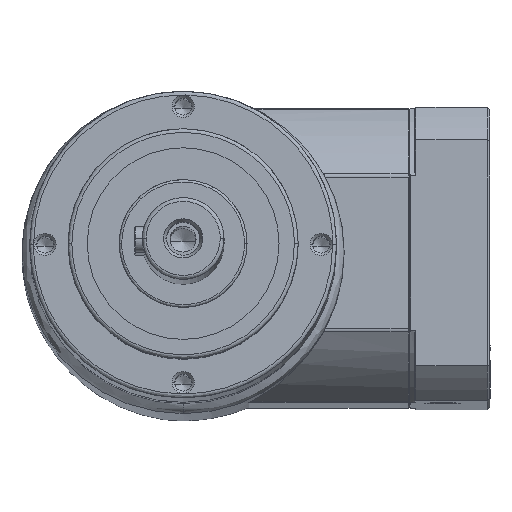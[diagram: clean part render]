
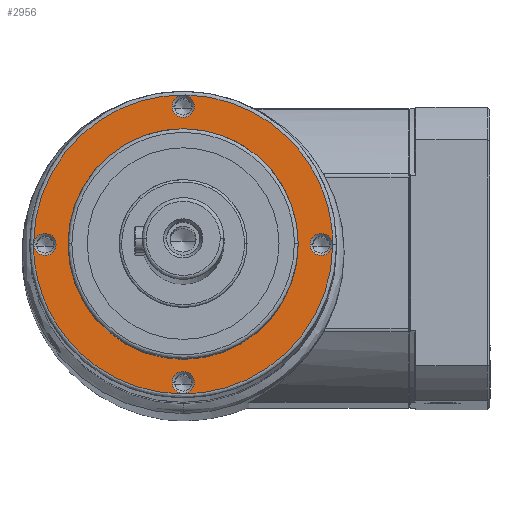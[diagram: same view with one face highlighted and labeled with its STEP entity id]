
A CAD part, left-side view. The second image highlights one B-rep face of the part: STEP entity #2956.
In plain terms, the highlighted face is planar.
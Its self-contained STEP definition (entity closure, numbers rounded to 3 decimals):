
#154 = DIRECTION ( 'NONE',  ( 1., 0., 0. ) ) ;
#196 = CARTESIAN_POINT ( 'NONE',  ( 49.676, 0., 64. ) ) ;
#344 = EDGE_CURVE ( 'NONE', #14884, #24188, #29177, .T. ) ;
#376 = EDGE_LOOP ( 'NONE', ( #1339, #10024 ) ) ;
#587 = DIRECTION ( 'NONE',  ( 1., 0., 0. ) ) ;
#742 = FACE_BOUND ( 'NONE', #1154, .T. ) ;
#1041 = EDGE_LOOP ( 'NONE', ( #7075, #4600 ) ) ;
#1154 = EDGE_LOOP ( 'NONE', ( #24367, #13956 ) ) ;
#1339 = ORIENTED_EDGE ( 'NONE', *, *, #3160, .T. ) ;
#1389 = AXIS2_PLACEMENT_3D ( 'NONE', #25340, #12229, #27605 ) ;
#1424 = VERTEX_POINT ( 'NONE', #26389 ) ;
#1547 = FACE_OUTER_BOUND ( 'NONE', #24430, .T. ) ;
#2052 = DIRECTION ( 'NONE',  ( -1., 0., 0. ) ) ;
#2265 = AXIS2_PLACEMENT_3D ( 'NONE', #27582, #14473, #587 ) ;
#2469 = CIRCLE ( 'NONE', #25346, 4.324 ) ;
#2830 = CARTESIAN_POINT ( 'NONE',  ( 58.5, 0., 64. ) ) ;
#2836 = AXIS2_PLACEMENT_3D ( 'NONE', #28795, #15662, #2052 ) ;
#2956 = ADVANCED_FACE ( 'NONE', ( #742, #24697, #1547, #18859, #23980, #18121 ), #23685, .T. ) ;
#3160 = EDGE_CURVE ( 'NONE', #24568, #4924, #17090, .T. ) ;
#3305 = ORIENTED_EDGE ( 'NONE', *, *, #344, .T. ) ;
#3476 = AXIS2_PLACEMENT_3D ( 'NONE', #27217, #14116, #154 ) ;
#3513 = CARTESIAN_POINT ( 'NONE',  ( -4.324, 54., 64. ) ) ;
#3742 = CARTESIAN_POINT ( 'NONE',  ( 0., 54., 64. ) ) ;
#3753 = CARTESIAN_POINT ( 'NONE',  ( 58.5, -117., 64. ) ) ;
#4525 = CIRCLE ( 'NONE', #2265, 4.324 ) ;
#4600 = ORIENTED_EDGE ( 'NONE', *, *, #19084, .T. ) ;
#4819 = CARTESIAN_POINT ( 'NONE',  ( -58.324, 0., 64. ) ) ;
#4899 = AXIS2_PLACEMENT_3D ( 'NONE', #3742, #19427, #6068 ) ;
#4924 = VERTEX_POINT ( 'NONE', #18607 ) ;
#5075 = AXIS2_PLACEMENT_3D ( 'NONE', #20944, #7534, #23031 ) ;
#5128 = VERTEX_POINT ( 'NONE', #4819 ) ;
#6068 = DIRECTION ( 'NONE',  ( 1., 0., 0. ) ) ;
#6621 = CIRCLE ( 'NONE', #27990, 4.324 ) ;
#7075 = ORIENTED_EDGE ( 'NONE', *, *, #27924, .T. ) ;
#7147 = CARTESIAN_POINT ( 'NONE',  ( 0., 54., 64. ) ) ;
#7366 = CARTESIAN_POINT ( 'NONE',  ( -49.676, 0., 64. ) ) ;
#7534 = DIRECTION ( 'NONE',  ( 0., 0., -1. ) ) ;
#7981 = AXIS2_PLACEMENT_3D ( 'NONE', #28822, #28868, #28233 ) ;
#8304 = CARTESIAN_POINT ( 'NONE',  ( -58.5, -117., 64. ) ) ;
#9435 = DIRECTION ( 'NONE',  ( 1., 0., 0. ) ) ;
#9491 = VERTEX_POINT ( 'NONE', #12667 ) ;
#9940 = CIRCLE ( 'NONE', #4899, 4.324 ) ;
#10024 = ORIENTED_EDGE ( 'NONE', *, *, #18812, .T. ) ;
#10725 = EDGE_CURVE ( 'NONE', #27874, #14343, #2469, .T. ) ;
#10988 = DIRECTION ( 'NONE',  ( 0., 0., -1. ) ) ;
#12229 = DIRECTION ( 'NONE',  ( 0., 0., -1. ) ) ;
#12667 = CARTESIAN_POINT ( 'NONE',  ( 58.324, 0., 64. ) ) ;
#13553 = CIRCLE ( 'NONE', #1389, 4.324 ) ;
#13956 = ORIENTED_EDGE ( 'NONE', *, *, #19501, .T. ) ;
#14116 = DIRECTION ( 'NONE',  ( 0., 0., -1. ) ) ;
#14219 = VERTEX_POINT ( 'NONE', #26876 ) ;
#14249 = VERTEX_POINT ( 'NONE', #196 ) ;
#14343 = VERTEX_POINT ( 'NONE', #3513 ) ;
#14473 = DIRECTION ( 'NONE',  ( 0., 0., -1. ) ) ;
#14884 = VERTEX_POINT ( 'NONE', #21697 ) ;
#15662 = DIRECTION ( 'NONE',  ( 0., 0., -1. ) ) ;
#15753 = CARTESIAN_POINT ( 'NONE',  ( 4.324, 54., 64. ) ) ;
#16355 = CARTESIAN_POINT ( 'NONE',  ( 58.5, 117., 64. ) ) ;
#16666 =( BOUNDED_CURVE ( )  B_SPLINE_CURVE ( 3, ( #22867, #25123, #16355, #2830 ),
 .UNSPECIFIED., .F., .T. ) 
 B_SPLINE_CURVE_WITH_KNOTS ( ( 4, 4 ),
 ( 0.5, 1. ),
 .UNSPECIFIED. ) 
 CURVE ( )  GEOMETRIC_REPRESENTATION_ITEM ( )  RATIONAL_B_SPLINE_CURVE ( ( 1., 0.333, 0.333, 1. ) ) 
 REPRESENTATION_ITEM ( '' )  );
#16674 = ORIENTED_EDGE ( 'NONE', *, *, #23137, .F. ) ;
#17090 = CIRCLE ( 'NONE', #25801, 45. ) ;
#17485 = VERTEX_POINT ( 'NONE', #7366 ) ;
#17757 = EDGE_CURVE ( 'NONE', #24188, #14884, #20005, .T. ) ;
#17959 = EDGE_CURVE ( 'NONE', #14343, #27874, #9940, .T. ) ;
#18121 = FACE_BOUND ( 'NONE', #23607, .T. ) ;
#18607 = CARTESIAN_POINT ( 'NONE',  ( 45., 0., 64. ) ) ;
#18812 = EDGE_CURVE ( 'NONE', #4924, #24568, #21009, .T. ) ;
#18859 = FACE_BOUND ( 'NONE', #376, .T. ) ;
#19084 = EDGE_CURVE ( 'NONE', #14249, #9491, #4525, .T. ) ;
#19427 = DIRECTION ( 'NONE',  ( 0., 0., -1. ) ) ;
#19436 = CARTESIAN_POINT ( 'NONE',  ( 58.5, 0., 64. ) ) ;
#19501 = EDGE_CURVE ( 'NONE', #5128, #17485, #13553, .T. ) ;
#19905 = EDGE_CURVE ( 'NONE', #14219, #1424, #16666, .T. ) ;
#19948 = DIRECTION ( 'NONE',  ( -1., 0., 0. ) ) ;
#19953 = DIRECTION ( 'NONE',  ( 0., 0., -1. ) ) ;
#19986 = CARTESIAN_POINT ( 'NONE',  ( 0., 0., 64. ) ) ;
#20005 = CIRCLE ( 'NONE', #5075, 4.324 ) ;
#20219 = EDGE_CURVE ( 'NONE', #17485, #5128, #6621, .T. ) ;
#20944 = CARTESIAN_POINT ( 'NONE',  ( 0., -54., 64. ) ) ;
#21009 = CIRCLE ( 'NONE', #2836, 45. ) ;
#21382 = CIRCLE ( 'NONE', #3476, 4.324 ) ;
#21661 =( BOUNDED_CURVE ( )  B_SPLINE_CURVE ( 3, ( #19436, #3753, #8304, #23802 ),
 .UNSPECIFIED., .F., .T. ) 
 B_SPLINE_CURVE_WITH_KNOTS ( ( 4, 4 ),
 ( 0., 0.5 ),
 .UNSPECIFIED. ) 
 CURVE ( )  GEOMETRIC_REPRESENTATION_ITEM ( )  RATIONAL_B_SPLINE_CURVE ( ( 1., 0.333, 0.333, 1. ) ) 
 REPRESENTATION_ITEM ( '' )  );
#21697 = CARTESIAN_POINT ( 'NONE',  ( 4.324, -54., 64. ) ) ;
#22666 = DIRECTION ( 'NONE',  ( 0., 0., -1. ) ) ;
#22867 = CARTESIAN_POINT ( 'NONE',  ( -58.5, 0., 64. ) ) ;
#23031 = DIRECTION ( 'NONE',  ( 1., 0., 0. ) ) ;
#23137 = EDGE_CURVE ( 'NONE', #1424, #14219, #21661, .T. ) ;
#23157 = ORIENTED_EDGE ( 'NONE', *, *, #17959, .T. ) ;
#23349 = EDGE_LOOP ( 'NONE', ( #28651, #23157 ) ) ;
#23420 = DIRECTION ( 'NONE',  ( 1., 0., 0. ) ) ;
#23453 = DIRECTION ( 'NONE',  ( 0., 0., 1. ) ) ;
#23476 = CARTESIAN_POINT ( 'NONE',  ( 0., 0., 64. ) ) ;
#23607 = EDGE_LOOP ( 'NONE', ( #3305, #25071 ) ) ;
#23685 = PLANE ( 'NONE',  #27109 ) ;
#23802 = CARTESIAN_POINT ( 'NONE',  ( -58.5, 0., 64. ) ) ;
#23980 = FACE_BOUND ( 'NONE', #23349, .T. ) ;
#24132 = CARTESIAN_POINT ( 'NONE',  ( -54., 0., 64. ) ) ;
#24188 = VERTEX_POINT ( 'NONE', #24428 ) ;
#24367 = ORIENTED_EDGE ( 'NONE', *, *, #20219, .T. ) ;
#24428 = CARTESIAN_POINT ( 'NONE',  ( -4.324, -54., 64. ) ) ;
#24430 = EDGE_LOOP ( 'NONE', ( #24867, #16674 ) ) ;
#24568 = VERTEX_POINT ( 'NONE', #28754 ) ;
#24697 = FACE_BOUND ( 'NONE', #1041, .T. ) ;
#24867 = ORIENTED_EDGE ( 'NONE', *, *, #19905, .F. ) ;
#25071 = ORIENTED_EDGE ( 'NONE', *, *, #17757, .T. ) ;
#25123 = CARTESIAN_POINT ( 'NONE',  ( -58.5, 117., 64. ) ) ;
#25340 = CARTESIAN_POINT ( 'NONE',  ( -54., 0., 64. ) ) ;
#25346 = AXIS2_PLACEMENT_3D ( 'NONE', #7147, #22666, #9435 ) ;
#25801 = AXIS2_PLACEMENT_3D ( 'NONE', #19986, #19953, #19948 ) ;
#26389 = CARTESIAN_POINT ( 'NONE',  ( 58.5, 0., 64. ) ) ;
#26399 = DIRECTION ( 'NONE',  ( 1., 0., 0. ) ) ;
#26876 = CARTESIAN_POINT ( 'NONE',  ( -58.5, 0., 64. ) ) ;
#27109 = AXIS2_PLACEMENT_3D ( 'NONE', #23476, #23453, #23420 ) ;
#27217 = CARTESIAN_POINT ( 'NONE',  ( 54., 0., 64. ) ) ;
#27582 = CARTESIAN_POINT ( 'NONE',  ( 54., 0., 64. ) ) ;
#27605 = DIRECTION ( 'NONE',  ( 1., 0., 0. ) ) ;
#27874 = VERTEX_POINT ( 'NONE', #15753 ) ;
#27924 = EDGE_CURVE ( 'NONE', #9491, #14249, #21382, .T. ) ;
#27990 = AXIS2_PLACEMENT_3D ( 'NONE', #24132, #10988, #26399 ) ;
#28233 = DIRECTION ( 'NONE',  ( 1., 0., 0. ) ) ;
#28651 = ORIENTED_EDGE ( 'NONE', *, *, #10725, .T. ) ;
#28754 = CARTESIAN_POINT ( 'NONE',  ( -45., 0., 64. ) ) ;
#28795 = CARTESIAN_POINT ( 'NONE',  ( 0., 0., 64. ) ) ;
#28822 = CARTESIAN_POINT ( 'NONE',  ( 0., -54., 64. ) ) ;
#28868 = DIRECTION ( 'NONE',  ( 0., 0., -1. ) ) ;
#29177 = CIRCLE ( 'NONE', #7981, 4.324 ) ;
